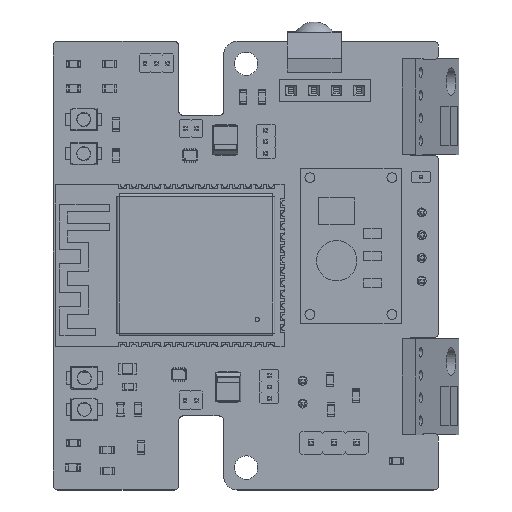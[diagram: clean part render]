
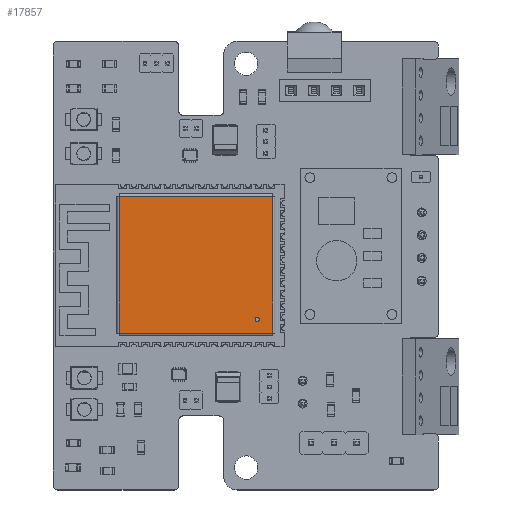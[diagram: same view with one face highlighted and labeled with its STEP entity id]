
A CAD part, top view. The second image highlights one B-rep face of the part: STEP entity #17857.
In plain terms, the highlighted face is planar.
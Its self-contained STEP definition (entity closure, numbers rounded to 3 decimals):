
#17178 = VERTEX_POINT('',#17179);
#17179 = CARTESIAN_POINT('',(-6.,3.25,10.));
#17185 = EDGE_CURVE('',#17186,#17178,#17188,.T.);
#17186 = VERTEX_POINT('',#17187);
#17187 = CARTESIAN_POINT('',(-6.,3.25,9.5));
#17188 = CIRCLE('',#17189,0.25);
#17189 = AXIS2_PLACEMENT_3D('',#17190,#17191,#17192);
#17190 = CARTESIAN_POINT('',(-6.,3.25,9.75));
#17191 = DIRECTION('',(0.,1.,0.));
#17192 = DIRECTION('',(0.,-0.,1.));
#17228 = VERTEX_POINT('',#17229);
#17229 = CARTESIAN_POINT('',(7.749,3.25,11.429));
#17236 = EDGE_CURVE('',#17228,#17237,#17239,.T.);
#17237 = VERTEX_POINT('',#17238);
#17238 = CARTESIAN_POINT('',(7.729,3.25,11.429));
#17239 = LINE('',#17240,#17241);
#17240 = CARTESIAN_POINT('',(8.,3.25,11.429));
#17241 = VECTOR('',#17242,1.);
#17242 = DIRECTION('',(-1.,0.,0.));
#17349 = VERTEX_POINT('',#17350);
#17350 = CARTESIAN_POINT('',(7.729,3.25,-5.629));
#17356 = EDGE_CURVE('',#17349,#17357,#17359,.T.);
#17357 = VERTEX_POINT('',#17358);
#17358 = CARTESIAN_POINT('',(7.749,3.25,-5.629));
#17359 = LINE('',#17360,#17361);
#17360 = CARTESIAN_POINT('',(8.,3.25,-5.629));
#17361 = VECTOR('',#17362,1.);
#17362 = DIRECTION('',(1.,-0.,-0.));
#17398 = VERTEX_POINT('',#17399);
#17399 = CARTESIAN_POINT('',(7.729,3.25,-5.649));
#17406 = EDGE_CURVE('',#17398,#17349,#17407,.T.);
#17407 = LINE('',#17408,#17409);
#17408 = CARTESIAN_POINT('',(7.729,3.25,-5.629));
#17409 = VECTOR('',#17410,1.);
#17410 = DIRECTION('',(-0.,-0.,1.));
#17510 = VERTEX_POINT('',#17511);
#17511 = CARTESIAN_POINT('',(-7.529,3.25,-5.629));
#17517 = EDGE_CURVE('',#17510,#17518,#17520,.T.);
#17518 = VERTEX_POINT('',#17519);
#17519 = CARTESIAN_POINT('',(-7.529,3.25,-5.649));
#17520 = LINE('',#17521,#17522);
#17521 = CARTESIAN_POINT('',(-7.529,3.25,-5.629));
#17522 = VECTOR('',#17523,1.);
#17523 = DIRECTION('',(0.,0.,-1.));
#17559 = VERTEX_POINT('',#17560);
#17560 = CARTESIAN_POINT('',(-7.549,3.25,-5.629));
#17567 = EDGE_CURVE('',#17559,#17510,#17568,.T.);
#17568 = LINE('',#17569,#17570);
#17569 = CARTESIAN_POINT('',(-7.529,3.25,-5.629));
#17570 = VECTOR('',#17571,1.);
#17571 = DIRECTION('',(1.,-0.,-0.));
#17671 = VERTEX_POINT('',#17672);
#17672 = CARTESIAN_POINT('',(-7.529,3.25,11.429));
#17678 = EDGE_CURVE('',#17671,#17679,#17681,.T.);
#17679 = VERTEX_POINT('',#17680);
#17680 = CARTESIAN_POINT('',(-7.549,3.25,11.429));
#17681 = LINE('',#17682,#17683);
#17682 = CARTESIAN_POINT('',(-7.529,3.25,11.429));
#17683 = VECTOR('',#17684,1.);
#17684 = DIRECTION('',(-1.,0.,0.));
#17720 = VERTEX_POINT('',#17721);
#17721 = CARTESIAN_POINT('',(-7.529,3.25,11.449));
#17728 = EDGE_CURVE('',#17720,#17671,#17729,.T.);
#17729 = LINE('',#17730,#17731);
#17730 = CARTESIAN_POINT('',(-7.529,3.25,11.7));
#17731 = VECTOR('',#17732,1.);
#17732 = DIRECTION('',(0.,0.,-1.));
#17830 = EDGE_CURVE('',#17237,#17831,#17833,.T.);
#17831 = VERTEX_POINT('',#17832);
#17832 = CARTESIAN_POINT('',(7.729,3.25,11.449));
#17833 = LINE('',#17834,#17835);
#17834 = CARTESIAN_POINT('',(7.729,3.25,11.7));
#17835 = VECTOR('',#17836,1.);
#17836 = DIRECTION('',(-0.,-0.,1.));
#17857 = ADVANCED_FACE('',(#17858,#17868),#17902,.F.);
#17858 = FACE_BOUND('',#17859,.T.);
#17859 = EDGE_LOOP('',(#17860,#17867));
#17860 = ORIENTED_EDGE('',*,*,#17861,.F.);
#17861 = EDGE_CURVE('',#17178,#17186,#17862,.T.);
#17862 = CIRCLE('',#17863,0.25);
#17863 = AXIS2_PLACEMENT_3D('',#17864,#17865,#17866);
#17864 = CARTESIAN_POINT('',(-6.,3.25,9.75));
#17865 = DIRECTION('',(0.,1.,0.));
#17866 = DIRECTION('',(0.,-0.,1.));
#17867 = ORIENTED_EDGE('',*,*,#17185,.F.);
#17868 = FACE_BOUND('',#17869,.T.);
#17869 = EDGE_LOOP('',(#17870,#17876,#17877,#17878,#17884,#17885,#17886,
    #17892,#17893,#17894,#17900,#17901));
#17870 = ORIENTED_EDGE('',*,*,#17871,.T.);
#17871 = EDGE_CURVE('',#17398,#17518,#17872,.T.);
#17872 = LINE('',#17873,#17874);
#17873 = CARTESIAN_POINT('',(0.,3.25,-5.649));
#17874 = VECTOR('',#17875,1.);
#17875 = DIRECTION('',(-1.,-0.,-0.));
#17876 = ORIENTED_EDGE('',*,*,#17517,.F.);
#17877 = ORIENTED_EDGE('',*,*,#17567,.F.);
#17878 = ORIENTED_EDGE('',*,*,#17879,.T.);
#17879 = EDGE_CURVE('',#17559,#17679,#17880,.T.);
#17880 = LINE('',#17881,#17882);
#17881 = CARTESIAN_POINT('',(-7.549,3.25,0.));
#17882 = VECTOR('',#17883,1.);
#17883 = DIRECTION('',(-0.,-0.,1.));
#17884 = ORIENTED_EDGE('',*,*,#17678,.F.);
#17885 = ORIENTED_EDGE('',*,*,#17728,.F.);
#17886 = ORIENTED_EDGE('',*,*,#17887,.T.);
#17887 = EDGE_CURVE('',#17720,#17831,#17888,.T.);
#17888 = LINE('',#17889,#17890);
#17889 = CARTESIAN_POINT('',(0.,3.25,11.449));
#17890 = VECTOR('',#17891,1.);
#17891 = DIRECTION('',(1.,-0.,-0.));
#17892 = ORIENTED_EDGE('',*,*,#17830,.F.);
#17893 = ORIENTED_EDGE('',*,*,#17236,.F.);
#17894 = ORIENTED_EDGE('',*,*,#17895,.T.);
#17895 = EDGE_CURVE('',#17228,#17357,#17896,.T.);
#17896 = LINE('',#17897,#17898);
#17897 = CARTESIAN_POINT('',(7.749,3.25,0.));
#17898 = VECTOR('',#17899,1.);
#17899 = DIRECTION('',(-0.,-0.,-1.));
#17900 = ORIENTED_EDGE('',*,*,#17356,.F.);
#17901 = ORIENTED_EDGE('',*,*,#17406,.F.);
#17902 = PLANE('',#17903);
#17903 = AXIS2_PLACEMENT_3D('',#17904,#17905,#17906);
#17904 = CARTESIAN_POINT('',(0.,3.25,0.));
#17905 = DIRECTION('',(0.,-1.,0.));
#17906 = DIRECTION('',(0.,-0.,-1.));
